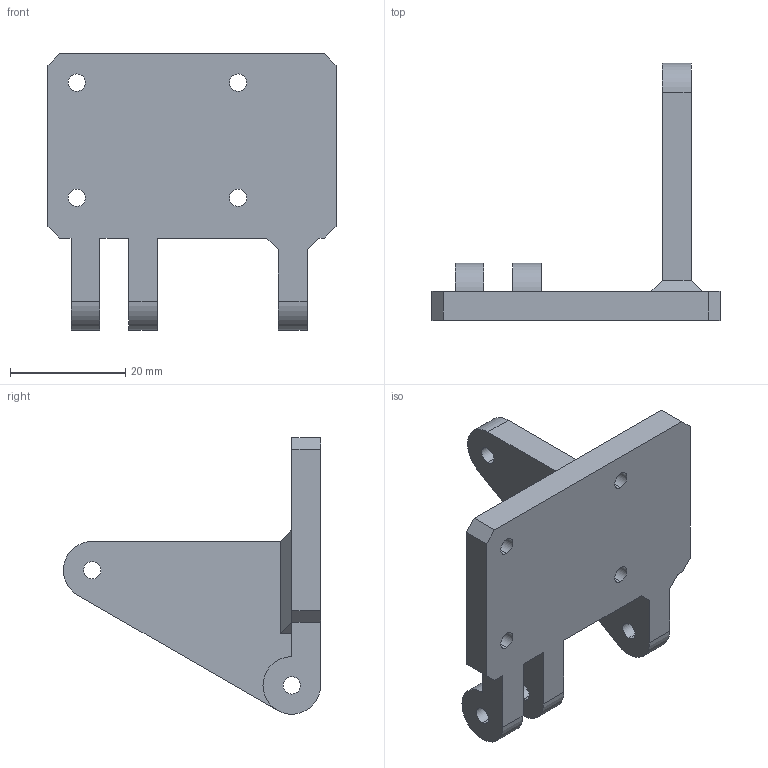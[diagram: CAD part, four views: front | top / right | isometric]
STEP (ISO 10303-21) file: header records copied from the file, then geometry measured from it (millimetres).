
FILE_DESCRIPTION (( 'STEP AP214' ), '1' );
FILE_NAME ('箝褒僅虴茼ん欴こ.step', '2025-04-17T13:02:01', ( '' ), ( '' ), 'SwSTEP 2.0', 'SolidWorks 2024', '' );
FILE_SCHEMA (( 'AUTOMOTIVE_DESIGN' ));
Length unit declared in the file: millimetre
Products named in the file (1): 恒角度效应器样品
Bounding box: 50 x 44.64 x 48 mm (x, y, z)
Volume: 13080.6 mm3; surface area: 7134 mm2
Topology: 1 solids, 1 shells, 48 faces, 134 edges, 88 vertices
Faces by surface type: plane 26, cylinder 22
Entity records: 1605 total; most frequent: DIRECTION 276, CARTESIAN_POINT 271, ORIENTED_EDGE 268, EDGE_CURVE 134, AXIS2_PLACEMENT_3D 93, LINE 90, VECTOR 90, VERTEX_POINT 88
